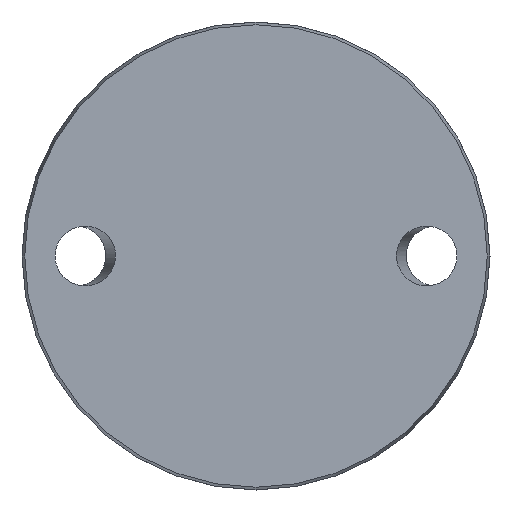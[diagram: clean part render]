
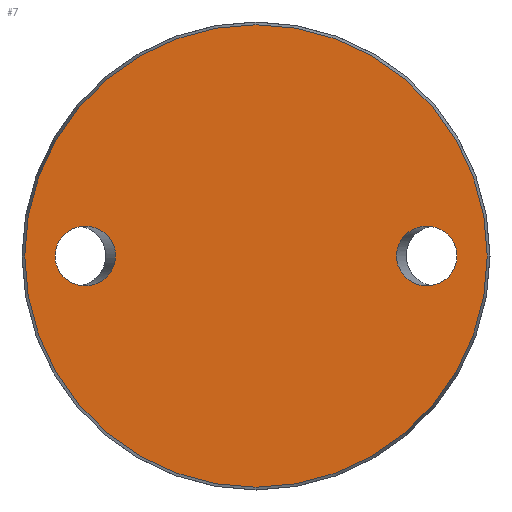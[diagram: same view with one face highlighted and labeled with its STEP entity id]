
A CAD part, front view. The second image highlights one B-rep face of the part: STEP entity #7.
In plain terms, the highlighted planar face has unit normal (0, -1, 0).
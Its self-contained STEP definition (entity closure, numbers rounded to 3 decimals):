
#7 = ADVANCED_FACE ( 'NONE', ( #430, #744, #740 ), #583, .F. ) ;
#24 = CARTESIAN_POINT ( 'NONE',  ( -29.413, 0., 12.5 ) ) ;
#31 = CARTESIAN_POINT ( 'NONE',  ( -42.087, 0., 0. ) ) ;
#53 = CARTESIAN_POINT ( 'NONE',  ( -48.425, 0., 0. ) ) ;
#103 = CARTESIAN_POINT ( 'NONE',  ( 42.087, 0., -12.5 ) ) ;
#251 = CARTESIAN_POINT ( 'NONE',  ( -42.087, 0., 0. ) ) ;
#317 = CARTESIAN_POINT ( 'NONE',  ( -42.087, 0., 12.5 ) ) ;
#324 = CARTESIAN_POINT ( 'NONE',  ( 42.087, 0., 0. ) ) ;
#327 = EDGE_CURVE ( 'NONE', #600, #600, #672, .T. ) ;
#342 = EDGE_CURVE ( 'NONE', #970, #970, #943, .T. ) ;
#399 = EDGE_LOOP ( 'NONE', ( #676 ) ) ;
#411 = CARTESIAN_POINT ( 'NONE',  ( 29.413, 0., 12.5 ) ) ;
#414 = CARTESIAN_POINT ( 'NONE',  ( 29.413, 0., 0. ) ) ;
#430 = FACE_BOUND ( 'NONE', #509, .T. ) ;
#449 = AXIS2_PLACEMENT_3D ( 'NONE', #819, #681, #986 ) ;
#477 = ORIENTED_EDGE ( 'NONE', *, *, #342, .T. ) ;
#490 = CARTESIAN_POINT ( 'NONE',  ( 29.413, 0., 0. ) ) ;
#509 = EDGE_LOOP ( 'NONE', ( #477 ) ) ;
#511 = VERTEX_POINT ( 'NONE', #741 ) ;
#563 = CARTESIAN_POINT ( 'NONE',  ( -29.413, 0., 0. ) ) ;
#579 = CARTESIAN_POINT ( 'NONE',  ( -42.087, 0., 0. ) ) ;
#583 = PLANE ( 'NONE',  #671 ) ;
#600 = VERTEX_POINT ( 'NONE', #909 ) ;
#644 = EDGE_LOOP ( 'NONE', ( #940 ) ) ;
#666 = DIRECTION ( 'NONE',  ( 0., 0., 1. ) ) ;
#671 = AXIS2_PLACEMENT_3D ( 'NONE', #53, #894, #666 ) ;
#672 =( BOUNDED_CURVE ( )  B_SPLINE_CURVE ( 3, ( #490, #796, #103, #324, #876, #411, #414 ),
 .UNSPECIFIED., .T., .F. ) 
 B_SPLINE_CURVE_WITH_KNOTS ( ( 4, 3, 4 ),
 ( 0., 3.142, 6.283 ),
 .UNSPECIFIED. ) 
 CURVE ( )  GEOMETRIC_REPRESENTATION_ITEM ( )  RATIONAL_B_SPLINE_CURVE ( ( 1., 0.333, 0.333, 1., 0.333, 0.333, 1. ) ) 
 REPRESENTATION_ITEM ( '' )  );
#676 = ORIENTED_EDGE ( 'NONE', *, *, #982, .T. ) ;
#681 = DIRECTION ( 'NONE',  ( 0., -1., 0. ) ) ;
#740 = FACE_OUTER_BOUND ( 'NONE', #399, .T. ) ;
#741 = CARTESIAN_POINT ( 'NONE',  ( 0., 0., -48.425 ) ) ;
#744 = FACE_BOUND ( 'NONE', #644, .T. ) ;
#796 = CARTESIAN_POINT ( 'NONE',  ( 29.413, 0., -12.5 ) ) ;
#806 = CARTESIAN_POINT ( 'NONE',  ( -29.413, 0., -12.5 ) ) ;
#819 = CARTESIAN_POINT ( 'NONE',  ( 0., 0., 0. ) ) ;
#876 = CARTESIAN_POINT ( 'NONE',  ( 42.087, 0., 12.5 ) ) ;
#883 = CIRCLE ( 'NONE', #449, 48.425 ) ;
#894 = DIRECTION ( 'NONE',  ( 0., 1., 0. ) ) ;
#909 = CARTESIAN_POINT ( 'NONE',  ( 29.413, 0., 0. ) ) ;
#940 = ORIENTED_EDGE ( 'NONE', *, *, #327, .F. ) ;
#943 =( BOUNDED_CURVE ( )  B_SPLINE_CURVE ( 3, ( #31, #317, #24, #563, #806, #944, #251 ),
 .UNSPECIFIED., .T., .T. ) 
 B_SPLINE_CURVE_WITH_KNOTS ( ( 4, 3, 4 ),
 ( 0., 3.142, 6.283 ),
 .UNSPECIFIED. ) 
 CURVE ( )  GEOMETRIC_REPRESENTATION_ITEM ( )  RATIONAL_B_SPLINE_CURVE ( ( 1., 0.333, 0.333, 1., 0.333, 0.333, 1. ) ) 
 REPRESENTATION_ITEM ( '' )  );
#944 = CARTESIAN_POINT ( 'NONE',  ( -42.087, 0., -12.5 ) ) ;
#970 = VERTEX_POINT ( 'NONE', #579 ) ;
#982 = EDGE_CURVE ( 'NONE', #511, #511, #883, .T. ) ;
#986 = DIRECTION ( 'NONE',  ( 0., 0., -1. ) ) ;
